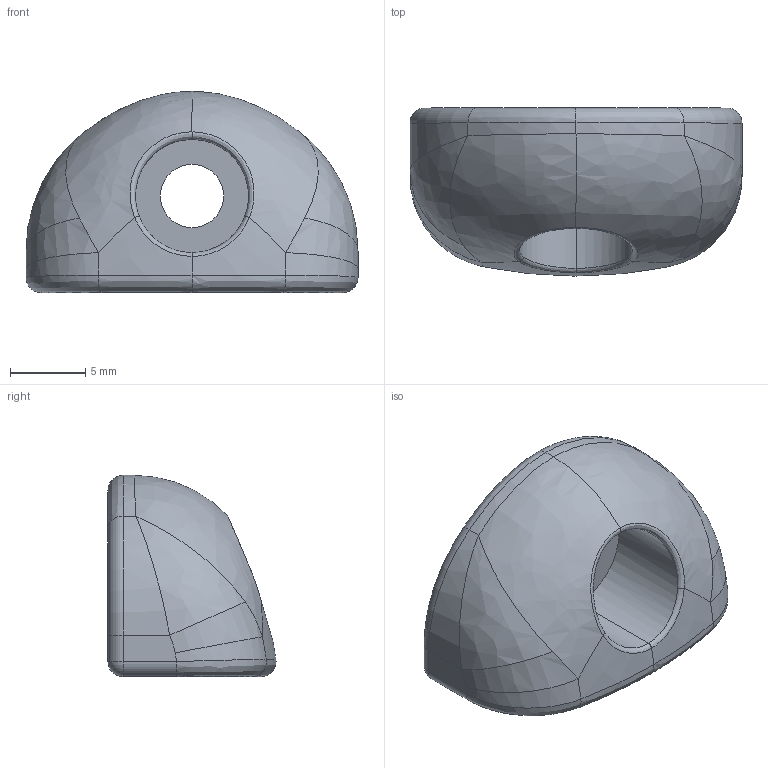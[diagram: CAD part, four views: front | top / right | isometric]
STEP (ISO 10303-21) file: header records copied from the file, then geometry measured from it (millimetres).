
FILE_DESCRIPTION (( 'STEP AP203' ), '1' );
FILE_NAME ('Spirit 1.0 Plus_Evo Motor Anode.STEP', '2026-02-03T06:53:50', ( 'Windows 蚚誧' ), ( '' ), 'SwSTEP 2.0', 'SolidWorks 2021', '' );
FILE_SCHEMA (( 'CONFIG_CONTROL_DESIGN' ));
Length unit declared in the file: millimetre
Products named in the file (1): Spirit 1.0 Plus_Evo Motor Anode
Bounding box: 22 x 11.14 x 13.33 mm (x, y, z)
Volume: 1756.6 mm3; surface area: 1074.5 mm2
Topology: 1 solids, 1 shells, 42 faces, 95 edges, 51 vertices
Faces by surface type: bspline 22, cylinder 11, plane 5, torus 2, sphere 2
Entity records: 2691 total; most frequent: CARTESIAN_POINT 1835, ORIENTED_EDGE 182, DIRECTION 131, EDGE_CURVE 91, AXIS2_PLACEMENT_3D 56, VERTEX_POINT 51, EDGE_LOOP 44, FACE_OUTER_BOUND 42
